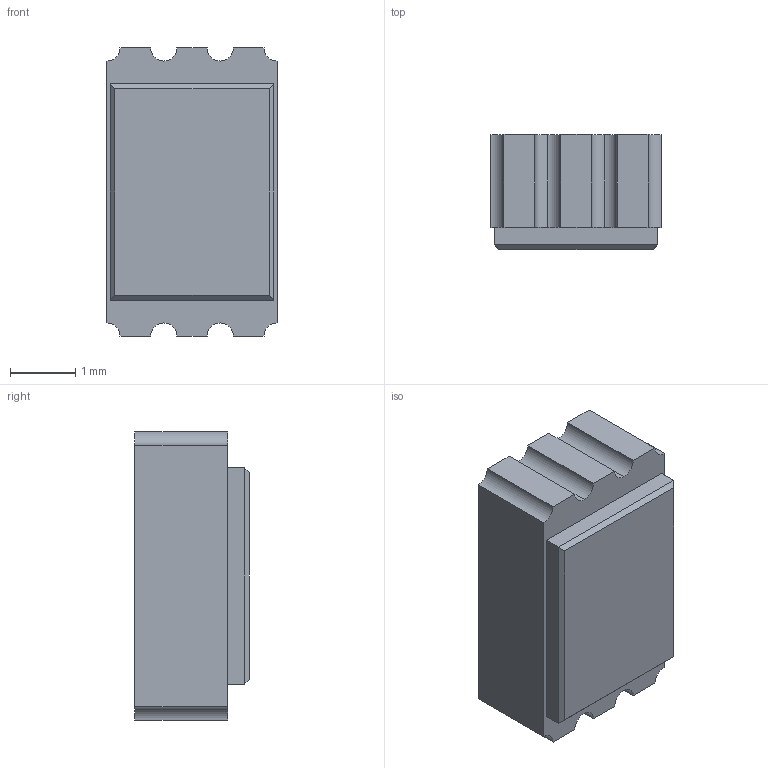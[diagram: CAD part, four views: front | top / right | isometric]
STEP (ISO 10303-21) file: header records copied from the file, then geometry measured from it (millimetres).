
FILE_DESCRIPTION (( 'STEP AP214' ), '1' );
FILE_NAME ('TPIS_1385.STEP', '2022-03-12T17:37:55', ( '' ), ( '' ), 'SwSTEP 2.0', 'SolidWorks 2021', '' );
FILE_SCHEMA (( 'AUTOMOTIVE_DESIGN' ));
Length unit declared in the file: millimetre
Products named in the file (1): TPIS_1385
Bounding box: 2.6 x 1.75 x 4.4 mm (x, y, z)
Volume: 18.4 mm3; surface area: 46.2 mm2
Topology: 1 solids, 1 shells, 29 faces, 74 edges, 48 vertices
Faces by surface type: plane 19, cylinder 10
Entity records: 1229 total; most frequent: DIRECTION 154, CARTESIAN_POINT 152, ORIENTED_EDGE 148, EDGE_CURVE 74, LINE 54, VECTOR 54, AXIS2_PLACEMENT_3D 50, VERTEX_POINT 48
